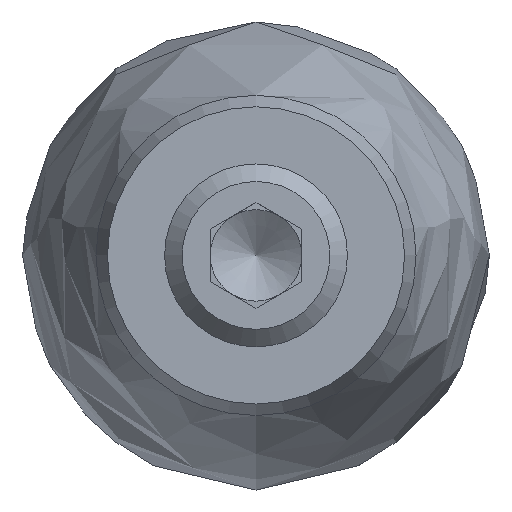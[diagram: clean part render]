
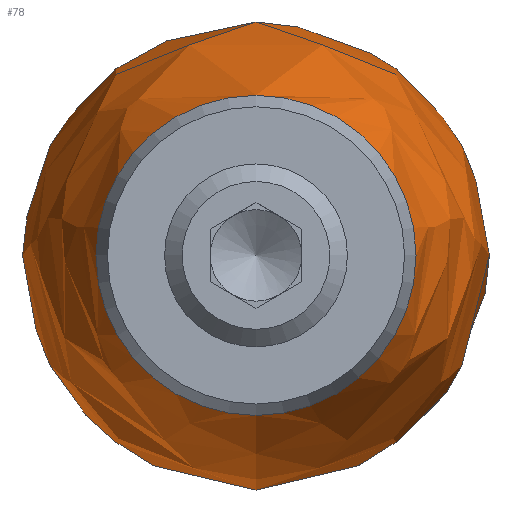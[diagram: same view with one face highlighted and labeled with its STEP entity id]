
A CAD part, left-side view. The second image highlights one B-rep face of the part: STEP entity #78.
In plain terms, the highlighted free-form (B-spline) face has degree [3, 3] with [4, 7] control points.
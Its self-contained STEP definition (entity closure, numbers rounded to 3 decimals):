
#78 = ADVANCED_FACE( '', ( #162, #163 ), #164, .T. );
#162 = FACE_OUTER_BOUND( '', #278, .T. );
#163 = FACE_OUTER_BOUND( '', #279, .T. );
#164 = ( BOUNDED_SURFACE(  )B_SPLINE_SURFACE( 3, 3, ( ( #282, #283, #284, #285, #286, #287, #288 ), ( #289, #290, #291, #292, #293, #294, #295 ), ( #296, #297, #298, #299, #300, #301, #302 ), ( #303, #304, #305, #306, #307, #308, #309 ) ), .UNSPECIFIED., .F., .T., .F. )B_SPLINE_SURFACE_WITH_KNOTS( ( 4, 4 ), ( 4, 3, 4 ), ( 0., 6.283 ), ( -0.492, 0.162, 0.816 ), .UNSPECIFIED. )GEOMETRIC_REPRESENTATION_ITEM(  )RATIONAL_B_SPLINE_SURFACE( ( ( 1., 0.333, 0.333, 1., 0.333, 0.333, 1. ), ( 0.862, 0.287, 0.287, 0.862, 0.287, 0.287, 0.862 ), ( 0.862, 0.287, 0.287, 0.862, 0.287, 0.287, 0.862 ), ( 1., 0.333, 0.333, 1., 0.333, 0.333, 1. ) ) )REPRESENTATION_ITEM( '' )SURFACE(  ) );
#278 = EDGE_LOOP( '', ( #451 ) );
#279 = EDGE_LOOP( '', ( #452 ) );
#282 = CARTESIAN_POINT( '', ( 63.457, 0., -1.595 ) );
#283 = CARTESIAN_POINT( '', ( 63.457, 3.189, -1.595 ) );
#284 = CARTESIAN_POINT( '', ( 63.457, 3.189, 1.595 ) );
#285 = CARTESIAN_POINT( '', ( 63.457, 0., 1.595 ) );
#286 = CARTESIAN_POINT( '', ( 63.457, -3.189, 1.595 ) );
#287 = CARTESIAN_POINT( '', ( 63.457, -3.189, -1.595 ) );
#288 = CARTESIAN_POINT( '', ( 63.457, 0., -1.595 ) );
#289 = CARTESIAN_POINT( '', ( 54.587, 0., -11.024 ) );
#290 = CARTESIAN_POINT( '', ( 54.587, 22.048, -11.024 ) );
#291 = CARTESIAN_POINT( '', ( 54.587, 22.048, 11.024 ) );
#292 = CARTESIAN_POINT( '', ( 54.587, 0., 11.024 ) );
#293 = CARTESIAN_POINT( '', ( 54.587, -22.048, 11.024 ) );
#294 = CARTESIAN_POINT( '', ( 54.587, -22.048, -11.024 ) );
#295 = CARTESIAN_POINT( '', ( 54.587, 0., -11.024 ) );
#296 = CARTESIAN_POINT( '', ( 41.811, 0., -13.113 ) );
#297 = CARTESIAN_POINT( '', ( 41.811, 26.226, -13.113 ) );
#298 = CARTESIAN_POINT( '', ( 41.811, 26.226, 13.113 ) );
#299 = CARTESIAN_POINT( '', ( 41.811, 0., 13.113 ) );
#300 = CARTESIAN_POINT( '', ( 41.811, -26.226, 13.113 ) );
#301 = CARTESIAN_POINT( '', ( 41.811, -26.226, -13.113 ) );
#302 = CARTESIAN_POINT( '', ( 41.811, 0., -13.113 ) );
#303 = CARTESIAN_POINT( '', ( 30.4, 0., -7. ) );
#304 = CARTESIAN_POINT( '', ( 30.4, 14., -7. ) );
#305 = CARTESIAN_POINT( '', ( 30.4, 14., 7. ) );
#306 = CARTESIAN_POINT( '', ( 30.4, 0., 7. ) );
#307 = CARTESIAN_POINT( '', ( 30.4, -14., 7. ) );
#308 = CARTESIAN_POINT( '', ( 30.4, -14., -7. ) );
#309 = CARTESIAN_POINT( '', ( 30.4, 0., -7. ) );
#451 = ORIENTED_EDGE( '', *, *, #544, .T. );
#452 = ORIENTED_EDGE( '', *, *, #528, .F. );
#528 = EDGE_CURVE( '', #611, #611, #612, .T. );
#544 = EDGE_CURVE( '', #629, #629, #630, .T. );
#611 = VERTEX_POINT( '', #716 );
#612 = CIRCLE( '', #717, 1.595 );
#629 = VERTEX_POINT( '', #737 );
#630 = CIRCLE( '', #738, 7. );
#716 = CARTESIAN_POINT( '', ( 63.457, 0., -1.595 ) );
#717 = AXIS2_PLACEMENT_3D( '', #788, #789, #790 );
#737 = CARTESIAN_POINT( '', ( 30.4, 0., -7. ) );
#738 = AXIS2_PLACEMENT_3D( '', #809, #810, #811 );
#788 = CARTESIAN_POINT( '', ( 63.457, 0., 0. ) );
#789 = DIRECTION( '', ( 1., 0., 0. ) );
#790 = DIRECTION( '', ( 0., 0., -1. ) );
#809 = CARTESIAN_POINT( '', ( 30.4, 0., 0. ) );
#810 = DIRECTION( '', ( 1., 0., 0. ) );
#811 = DIRECTION( '', ( 0., 0., -1. ) );
